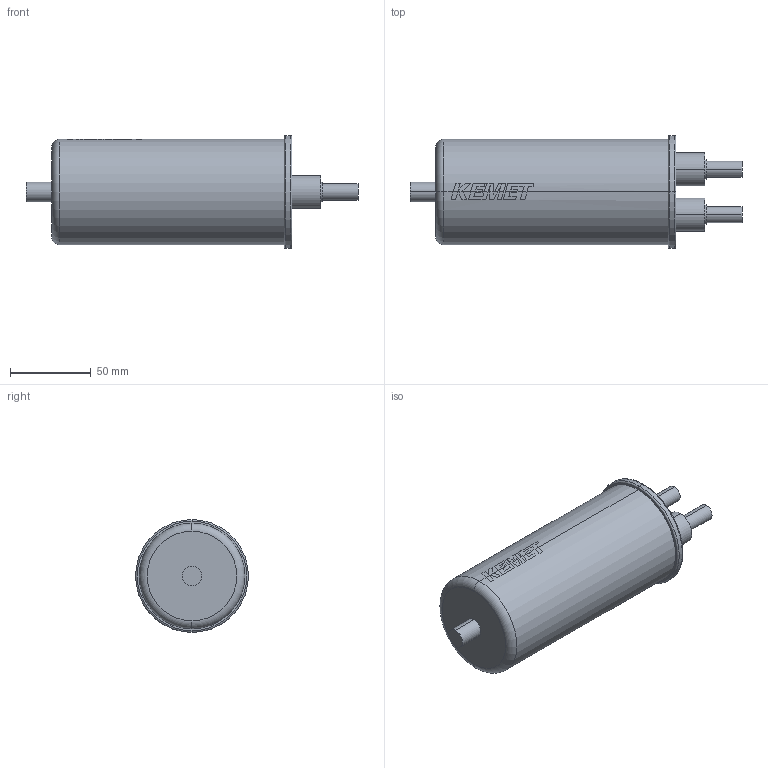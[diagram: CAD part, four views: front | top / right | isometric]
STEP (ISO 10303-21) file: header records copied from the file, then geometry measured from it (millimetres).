
FILE_DESCRIPTION (( 'STEP AP214' ), '1' );
FILE_NAME ('CFP_C44P_65X147_D65.5L149S28.STEP', '2020-06-29T19:56:22', ( '' ), ( '' ), 'SwSTEP 2.0', 'SolidWorks 2014', '' );
FILE_SCHEMA (( 'AUTOMOTIVE_DESIGN' ));
Length unit declared in the file: millimetre
Products named in the file (1): CFP_C44P_65X147_D65.5L149S28
Bounding box: 206 x 70 x 70 mm (x, y, z)
Volume: 520570.8 mm3; surface area: 42164.9 mm2
Topology: 1 solids, 1 shells, 105 faces, 279 edges, 184 vertices
Faces by surface type: cylinder 36, plane 32, bspline 31, torus 6
Entity records: 4657 total; most frequent: CARTESIAN_POINT 1195, ORIENTED_EDGE 558, DIRECTION 328, EDGE_CURVE 279, VERTEX_POINT 184, B_SPLINE_CURVE_WITH_KNOTS 149, AXIS2_PLACEMENT_3D 123, EDGE_LOOP 113
